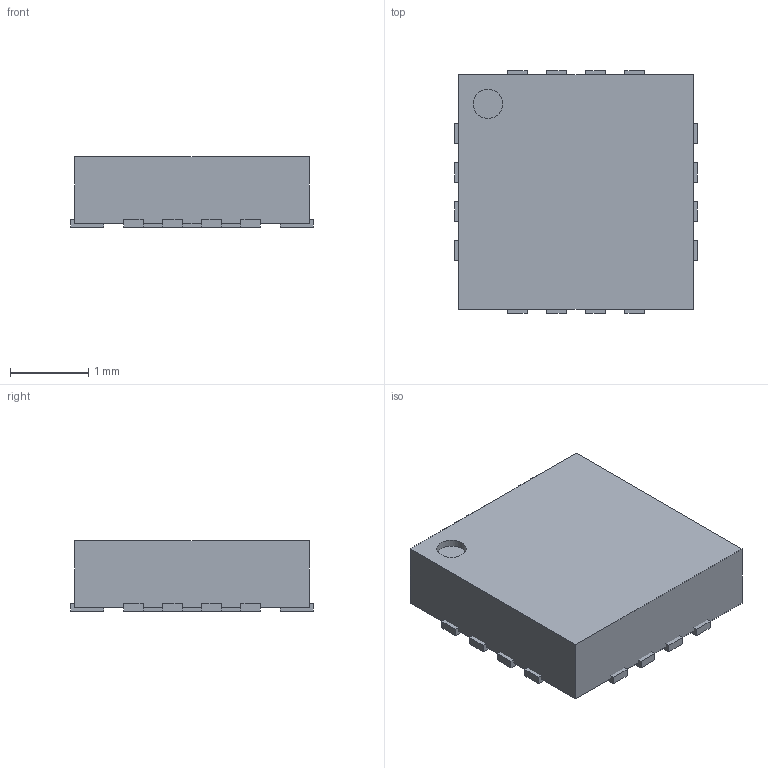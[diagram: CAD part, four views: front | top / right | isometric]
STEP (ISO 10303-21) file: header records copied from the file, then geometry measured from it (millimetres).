
FILE_DESCRIPTION(('FreeCAD Model'),'2;1');
FILE_NAME('11773099.1.1.stp','2021-03-30T12:17:28',( 'Author'),(''),'Open CASCADE STEP processor 6.9','FreeCAD','Unknown' );
FILE_SCHEMA(('AUTOMOTIVE_DESIGN { 1 0 10303 214 1 1 1 1 }'));
Length unit declared in the file: millimetre
Products named in the file (5): ASSEMBLY; Body; ThermalPin; PinsArrayLR; PinsArrayTB
Assembly tree (4 placements, depth 2):
  ASSEMBLY
    Body
    ThermalPin
    PinsArrayLR
    PinsArrayTB
Bounding box: 3.1 x 3.1 x 0.9 mm (x, y, z)
Volume: 8.1 mm3; surface area: 40.3 mm2
Topology: 18 solids, 18 shells, 110 faces, 219 edges, 146 vertices
Faces by surface type: plane 109, cylinder 1
Full cylindrical faces by diameter (mm): 0.375 x1
Entity records: 5848 total; most frequent: CARTESIAN_POINT 918, DIRECTION 889, LINE 653, VECTOR 653, ORIENTED_EDGE 438, PCURVE 438, DEFINITIONAL_REPRESENTATION 438, EDGE_CURVE 219
